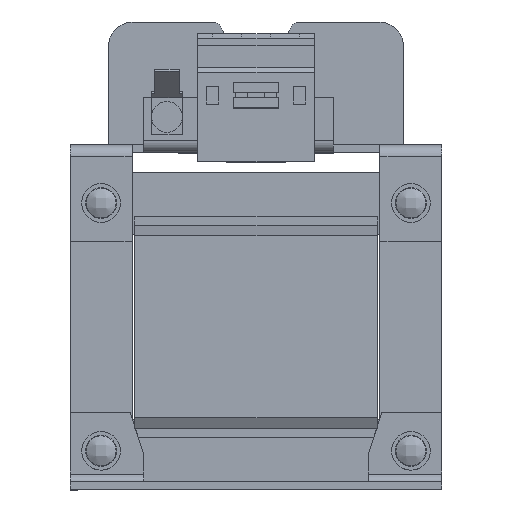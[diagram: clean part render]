
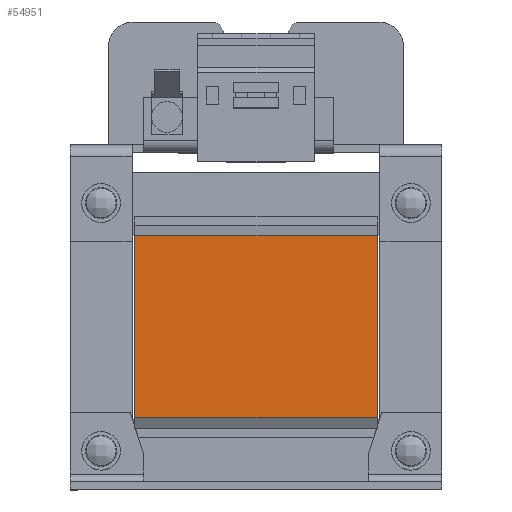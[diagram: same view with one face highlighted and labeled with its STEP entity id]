
A CAD part, top view. The second image highlights one B-rep face of the part: STEP entity #54951.
In plain terms, the highlighted planar face has unit normal (0, 0, 1).
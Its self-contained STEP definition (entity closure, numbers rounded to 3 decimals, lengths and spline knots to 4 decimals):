
#2771 = VERTEX_POINT ( 'NONE', #54003 ) ;
#3156 = DIRECTION ( 'NONE',  ( 0., -1., 0. ) ) ;
#3546 = EDGE_LOOP ( 'NONE', ( #42402, #28475, #29242, #14583 ) ) ;
#4387 = VECTOR ( 'NONE', #3156, 39.3701 ) ;
#7713 = LINE ( 'NONE', #11664, #48276 ) ;
#8192 = CARTESIAN_POINT ( 'NONE',  ( 1.2323, 0.9252, 1.4665 ) ) ;
#9099 = LINE ( 'NONE', #51215, #29097 ) ;
#11664 = CARTESIAN_POINT ( 'NONE',  ( 1.2323, -0.9252, 1.4665 ) ) ;
#13345 = VERTEX_POINT ( 'NONE', #38470 ) ;
#13350 = CARTESIAN_POINT ( 'NONE',  ( 1.2323, 0., 1.4665 ) ) ;
#14583 = ORIENTED_EDGE ( 'NONE', *, *, #37419, .T. ) ;
#14843 = CARTESIAN_POINT ( 'NONE',  ( -1.2323, 0.9252, 1.4665 ) ) ;
#17426 = VECTOR ( 'NONE', #50300, 39.3701 ) ;
#20927 = CARTESIAN_POINT ( 'NONE',  ( -1.2323, -0.9252, 1.4665 ) ) ;
#20996 = DIRECTION ( 'NONE',  ( 0., -1., 0. ) ) ;
#21077 = EDGE_CURVE ( 'NONE', #39816, #13345, #28820, .T. ) ;
#22367 = DIRECTION ( 'NONE',  ( 0., 1., 0. ) ) ;
#28475 = ORIENTED_EDGE ( 'NONE', *, *, #30983, .F. ) ;
#28820 = LINE ( 'NONE', #8192, #17426 ) ;
#29097 = VECTOR ( 'NONE', #20996, 39.3701 ) ;
#29242 = ORIENTED_EDGE ( 'NONE', *, *, #21077, .F. ) ;
#30983 = EDGE_CURVE ( 'NONE', #13345, #2771, #9099, .T. ) ;
#34804 = FACE_OUTER_BOUND ( 'NONE', #3546, .T. ) ;
#37419 = EDGE_CURVE ( 'NONE', #39816, #45569, #49757, .T. ) ;
#38470 = CARTESIAN_POINT ( 'NONE',  ( 1.2323, 0.9252, 1.4665 ) ) ;
#39816 = VERTEX_POINT ( 'NONE', #14843 ) ;
#41904 = DIRECTION ( 'NONE',  ( 1., 0., 0. ) ) ;
#42402 = ORIENTED_EDGE ( 'NONE', *, *, #45232, .T. ) ;
#44091 = DIRECTION ( 'NONE',  ( 0., 0., -1. ) ) ;
#45232 = EDGE_CURVE ( 'NONE', #45569, #2771, #7713, .T. ) ;
#45569 = VERTEX_POINT ( 'NONE', #20927 ) ;
#48276 = VECTOR ( 'NONE', #41904, 39.3701 ) ;
#48511 = AXIS2_PLACEMENT_3D ( 'NONE', #13350, #44091, #22367 ) ;
#49757 = LINE ( 'NONE', #53704, #4387 ) ;
#50300 = DIRECTION ( 'NONE',  ( 1., 0., 0. ) ) ;
#51215 = CARTESIAN_POINT ( 'NONE',  ( 1.2323, 0., 1.4665 ) ) ;
#52019 = PLANE ( 'NONE',  #48511 ) ;
#53704 = CARTESIAN_POINT ( 'NONE',  ( -1.2323, 0., 1.4665 ) ) ;
#54003 = CARTESIAN_POINT ( 'NONE',  ( 1.2323, -0.9252, 1.4665 ) ) ;
#54951 = ADVANCED_FACE ( 'NONE', ( #34804 ), #52019, .F. ) ;
